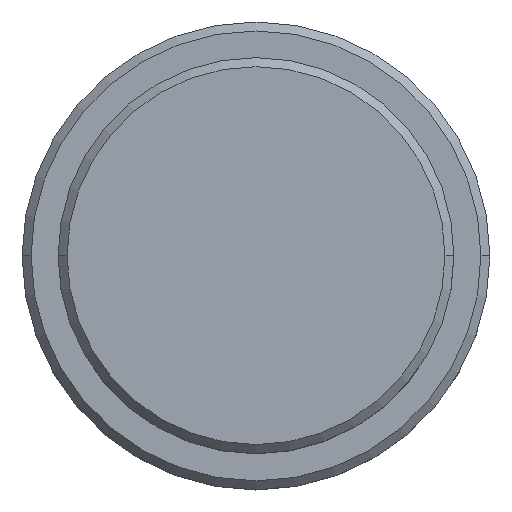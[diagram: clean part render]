
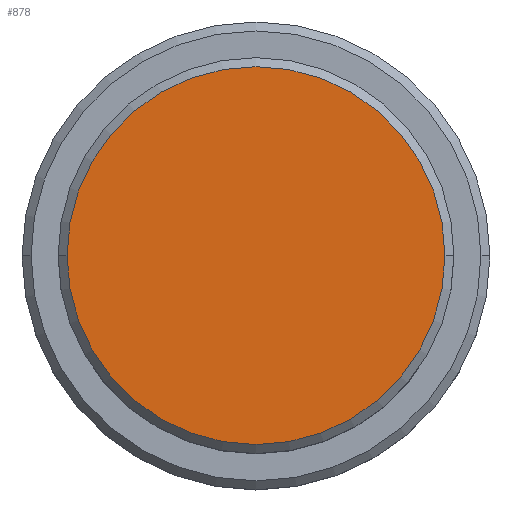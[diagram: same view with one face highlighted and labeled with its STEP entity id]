
A CAD part, top view. The second image highlights one B-rep face of the part: STEP entity #878.
In plain terms, the highlighted planar face has unit normal (0, 0, 1).
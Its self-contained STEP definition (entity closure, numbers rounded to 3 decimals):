
#18 = CARTESIAN_POINT ( 'NONE',  ( 10.5, 0., 0. ) ) ;
#22 = EDGE_CURVE ( 'NONE', #1090, #893, #1160, .T. ) ;
#43 = DIRECTION ( 'NONE',  ( 1., 0., 0. ) ) ;
#79 = DIRECTION ( 'NONE',  ( 1., 0., 0. ) ) ;
#107 = EDGE_LOOP ( 'NONE', ( #697, #1293 ) ) ;
#126 = CARTESIAN_POINT ( 'NONE',  ( 0., 0., 0. ) ) ;
#170 = FACE_OUTER_BOUND ( 'NONE', #107, .T. ) ;
#309 = DIRECTION ( 'NONE',  ( 0., 0., 1. ) ) ;
#332 = DIRECTION ( 'NONE',  ( 1., 0., 0. ) ) ;
#349 = EDGE_CURVE ( 'NONE', #893, #1090, #602, .T. ) ;
#397 = AXIS2_PLACEMENT_3D ( 'NONE', #1016, #665, #43 ) ;
#444 = CARTESIAN_POINT ( 'NONE',  ( -10.5, 0., 0. ) ) ;
#602 = CIRCLE ( 'NONE', #818, 10.5 ) ;
#608 = CARTESIAN_POINT ( 'NONE',  ( 0., 0., 0. ) ) ;
#665 = DIRECTION ( 'NONE',  ( 0., 0., 1. ) ) ;
#697 = ORIENTED_EDGE ( 'NONE', *, *, #22, .T. ) ;
#818 = AXIS2_PLACEMENT_3D ( 'NONE', #126, #309, #332 ) ;
#844 = PLANE ( 'NONE',  #1399 ) ;
#878 = ADVANCED_FACE ( 'NONE', ( #170 ), #844, .T. ) ;
#893 = VERTEX_POINT ( 'NONE', #18 ) ;
#1016 = CARTESIAN_POINT ( 'NONE',  ( 0., 0., 0. ) ) ;
#1060 = DIRECTION ( 'NONE',  ( 0., 0., 1. ) ) ;
#1090 = VERTEX_POINT ( 'NONE', #444 ) ;
#1160 = CIRCLE ( 'NONE', #397, 10.5 ) ;
#1293 = ORIENTED_EDGE ( 'NONE', *, *, #349, .T. ) ;
#1399 = AXIS2_PLACEMENT_3D ( 'NONE', #608, #1060, #79 ) ;
